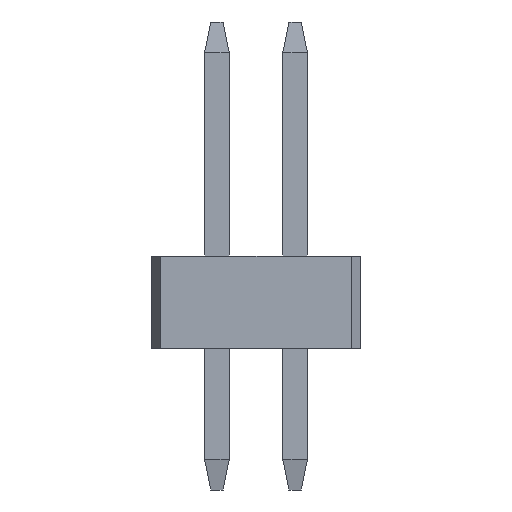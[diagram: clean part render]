
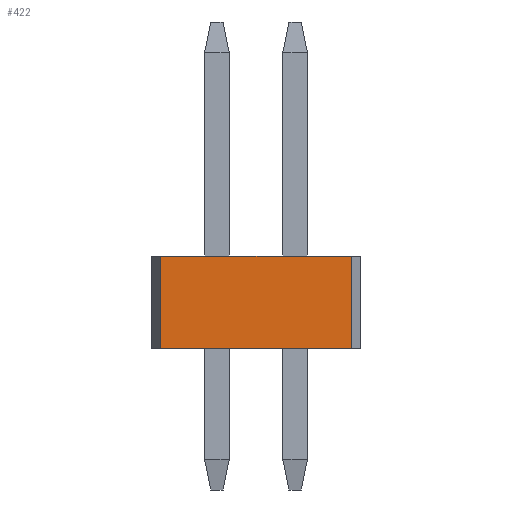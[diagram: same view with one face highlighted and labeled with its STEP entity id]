
A CAD part, left-side view. The second image highlights one B-rep face of the part: STEP entity #422.
In plain terms, the highlighted planar face has unit normal (-1, 0, 0).
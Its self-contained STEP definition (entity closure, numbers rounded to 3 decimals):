
#422=ADVANCED_FACE('',(#858),#6672,.T.);
#858=FACE_OUTER_BOUND('',#1312,.T.);
#1312=EDGE_LOOP('',(#2686,#2687,#2688,#2689));
#2686=ORIENTED_EDGE('',*,*,#4092,.F.);
#2687=ORIENTED_EDGE('',*,*,#4263,.F.);
#2688=ORIENTED_EDGE('',*,*,#4045,.F.);
#2689=ORIENTED_EDGE('',*,*,#4262,.F.);
#4045=EDGE_CURVE('',#5901,#6182,#5113,.T.);
#4092=EDGE_CURVE('',#6192,#5902,#5160,.T.);
#4262=EDGE_CURVE('',#5902,#5901,#5330,.T.);
#4263=EDGE_CURVE('',#6182,#6192,#5331,.T.);
#5113=B_SPLINE_CURVE_WITH_KNOTS('',1,(#9058,#9059),.UNSPECIFIED.,.F.,.F.,
(2,2),(0.,1.),.UNSPECIFIED.);
#5160=B_SPLINE_CURVE_WITH_KNOTS('',1,(#9152,#9153),.UNSPECIFIED.,.F.,.F.,
(2,2),(-1.,0.),.UNSPECIFIED.);
#5330=B_SPLINE_CURVE_WITH_KNOTS('',1,(#9492,#9493),.UNSPECIFIED.,.F.,.F.,
(2,2),(0.044,0.956),.UNSPECIFIED.);
#5331=B_SPLINE_CURVE_WITH_KNOTS('',1,(#9494,#9495),.UNSPECIFIED.,.F.,.F.,
(2,2),(-14.25,-11.15),.UNSPECIFIED.);
#5901=VERTEX_POINT('',#8071);
#5902=VERTEX_POINT('',#8072);
#6182=VERTEX_POINT('',#8352);
#6192=VERTEX_POINT('',#8362);
#6672=PLANE('',#7128);
#7128=AXIS2_PLACEMENT_3D('',#8006,#7567,$);
#7567=DIRECTION('',(-1.,0.,0.));
#8006=CARTESIAN_POINT('',(-5.715,-6.985,-3.165));
#8071=CARTESIAN_POINT('',(-5.715,1.55,0.01));
#8072=CARTESIAN_POINT('',(-5.715,-1.55,0.01));
#8352=CARTESIAN_POINT('',(-5.715,1.55,1.51));
#8362=CARTESIAN_POINT('',(-5.715,-1.55,1.51));
#9058=CARTESIAN_POINT('',(-5.715,1.55,0.01));
#9059=CARTESIAN_POINT('',(-5.715,1.55,1.51));
#9152=CARTESIAN_POINT('',(-5.715,-1.55,1.51));
#9153=CARTESIAN_POINT('',(-5.715,-1.55,0.01));
#9492=CARTESIAN_POINT('',(-5.715,-1.55,0.01));
#9493=CARTESIAN_POINT('',(-5.715,1.55,0.01));
#9494=CARTESIAN_POINT('',(-5.715,1.55,1.51));
#9495=CARTESIAN_POINT('',(-5.715,-1.55,1.51));
